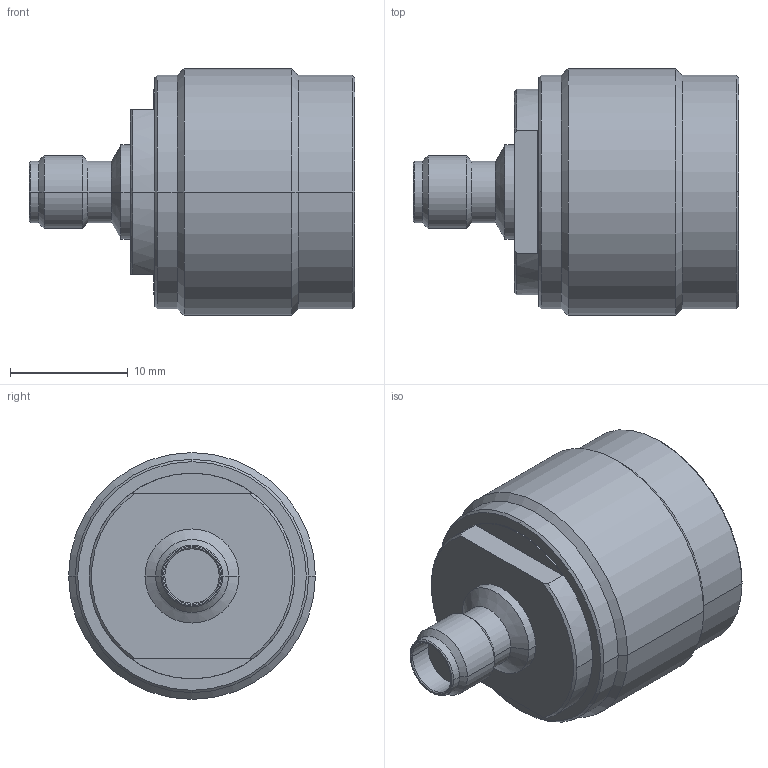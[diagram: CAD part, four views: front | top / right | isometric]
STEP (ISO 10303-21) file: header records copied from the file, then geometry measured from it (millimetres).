
FILE_DESCRIPTION (( 'STEP AP214' ), '1' );
FILE_NAME ('FMAD10103_3D.step', '2025-04-08T18:46:36', ( '' ), ( '' ), 'SwSTEP 2.0', 'SolidWorks 2022', '' );
FILE_SCHEMA (( 'AUTOMOTIVE_DESIGN' ));
Length unit declared in the file: millimetre
Products named in the file (1): FMAD10103_3D
Bounding box: 27.7 x 21 x 21 mm (x, y, z)
Volume: 4276.1 mm3; surface area: 3056.3 mm2
Topology: 1 solids, 1 shells, 73 faces, 162 edges, 98 vertices
Faces by surface type: cone 30, cylinder 30, plane 13
Entity records: 2074 total; most frequent: DIRECTION 398, CARTESIAN_POINT 354, ORIENTED_EDGE 324, AXIS2_PLACEMENT_3D 166, EDGE_CURVE 162, VERTEX_POINT 98, CIRCLE 92, EDGE_LOOP 80
